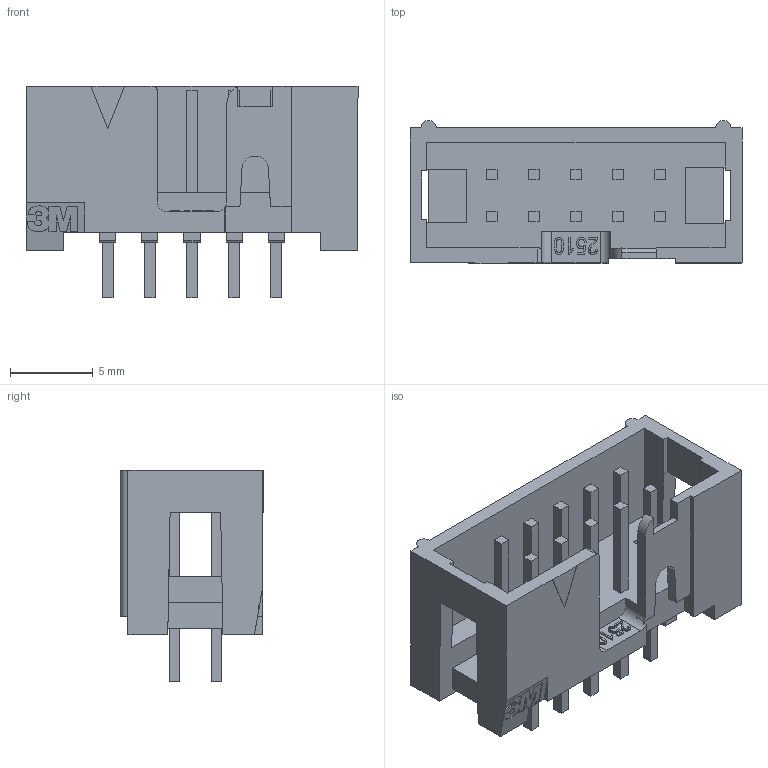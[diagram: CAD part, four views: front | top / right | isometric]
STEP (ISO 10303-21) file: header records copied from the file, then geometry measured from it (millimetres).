
FILE_DESCRIPTION(/* description */ (''),/* implementation_level */ '2;1');
FILE_NAME(/* name */ '2510-6002-XX.stp',/* time_stamp */ '2021-09-02T10:59:23-05:00',/* author */ (''),/* organization */ (''),/* preprocessor_version */ 'ST-DEVELOPER v16.7',/* originating_system */ 'SIEMENS PLM Software NX 12.0',/* authorisation */ '');
FILE_SCHEMA (('AUTOMOTIVE_DESIGN { 1 0 10303 214 3 1 1 1 }'));
Length unit declared in the file: inch
Products named in the file (1): US2972C815F6t1hk
Bounding box: 20.02 x 8.64 x 12.75 mm (x, y, z)
Volume: 658.5 mm3; surface area: 1413.3 mm2
Topology: 1 solids, 1 shells, 308 faces, 818 edges, 543 vertices
Faces by surface type: plane 264, cylinder 30, extrusion 14
Entity records: 9987 total; most frequent: CARTESIAN_POINT 2332, ORIENTED_EDGE 1634, DIRECTION 1421, EDGE_CURVE 817, VECTOR 705, LINE 691, VERTEX_POINT 543, AXIS2_PLACEMENT_3D 358
